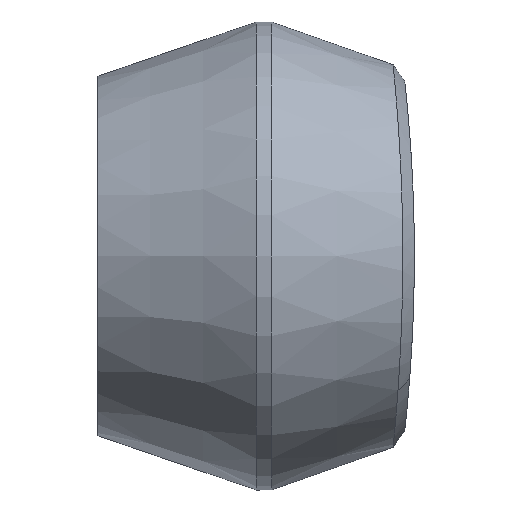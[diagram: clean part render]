
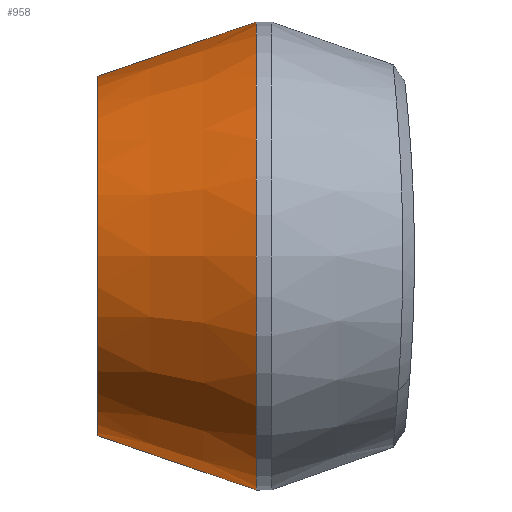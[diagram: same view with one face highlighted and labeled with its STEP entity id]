
A CAD part, left-side view. The second image highlights one B-rep face of the part: STEP entity #958.
In plain terms, the highlighted conical face has half-angle 18.926 degrees and reference radius 19.5 mm.
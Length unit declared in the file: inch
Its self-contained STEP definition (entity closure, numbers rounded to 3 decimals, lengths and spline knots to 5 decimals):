
#48 = DIRECTION ( 'NONE',  ( 0., -0.946, -0.324 ) ) ;
#49 = VERTEX_POINT ( 'NONE', #723 ) ;
#59 = DIRECTION ( 'NONE',  ( 0., -0.946, 0.324 ) ) ;
#64 = VERTEX_POINT ( 'NONE', #638 ) ;
#124 = DIRECTION ( 'NONE',  ( 0., 0., -1. ) ) ;
#137 = LINE ( 'NONE', #285, #375 ) ;
#188 = DIRECTION ( 'NONE',  ( 0., 0., -1. ) ) ;
#222 = CARTESIAN_POINT ( 'NONE',  ( 0., 7.01001, -1. ) ) ;
#225 = FACE_OUTER_BOUND ( 'NONE', #965, .T. ) ;
#239 = ORIENTED_EDGE ( 'NONE', *, *, #996, .T. ) ;
#285 = CARTESIAN_POINT ( 'NONE',  ( 0., 7.6875, -0.7677 ) ) ;
#355 = DIRECTION ( 'NONE',  ( 0., -1., 0. ) ) ;
#375 = VECTOR ( 'NONE', #48, 39.37008 ) ;
#381 = CIRCLE ( 'NONE', #505, 1. ) ;
#444 = AXIS2_PLACEMENT_3D ( 'NONE', #862, #690, #124 ) ;
#460 = VECTOR ( 'NONE', #59, 39.37008 ) ;
#471 = EDGE_CURVE ( 'NONE', #49, #656, #381, .T. ) ;
#505 = AXIS2_PLACEMENT_3D ( 'NONE', #521, #1007, #767 ) ;
#521 = CARTESIAN_POINT ( 'NONE',  ( 0., 7.01001, 0. ) ) ;
#525 = AXIS2_PLACEMENT_3D ( 'NONE', #908, #355, #188 ) ;
#539 = ORIENTED_EDGE ( 'NONE', *, *, #548, .T. ) ;
#548 = EDGE_CURVE ( 'NONE', #64, #896, #966, .T. ) ;
#638 = CARTESIAN_POINT ( 'NONE',  ( 0., 7.6875, 0.7677 ) ) ;
#656 = VERTEX_POINT ( 'NONE', #222 ) ;
#690 = DIRECTION ( 'NONE',  ( 0., -1., 0. ) ) ;
#691 = EDGE_CURVE ( 'NONE', #64, #49, #864, .T. ) ;
#714 = ORIENTED_EDGE ( 'NONE', *, *, #471, .F. ) ;
#715 = CONICAL_SURFACE ( 'NONE', #444, 0.7677, 0.33 ) ;
#723 = CARTESIAN_POINT ( 'NONE',  ( 0., 7.01001, 1. ) ) ;
#767 = DIRECTION ( 'NONE',  ( 0., 0., -1. ) ) ;
#787 = CARTESIAN_POINT ( 'NONE',  ( 0., 7.6875, -0.7677 ) ) ;
#862 = CARTESIAN_POINT ( 'NONE',  ( 0., 7.6875, 0. ) ) ;
#864 = LINE ( 'NONE', #881, #460 ) ;
#881 = CARTESIAN_POINT ( 'NONE',  ( 0., 7.6875, 0.7677 ) ) ;
#896 = VERTEX_POINT ( 'NONE', #787 ) ;
#908 = CARTESIAN_POINT ( 'NONE',  ( 0., 7.6875, 0. ) ) ;
#956 = ORIENTED_EDGE ( 'NONE', *, *, #691, .F. ) ;
#958 = ADVANCED_FACE ( 'NONE', ( #225 ), #715, .T. ) ;
#965 = EDGE_LOOP ( 'NONE', ( #956, #539, #239, #714 ) ) ;
#966 = CIRCLE ( 'NONE', #525, 0.7677 ) ;
#996 = EDGE_CURVE ( 'NONE', #896, #656, #137, .T. ) ;
#1007 = DIRECTION ( 'NONE',  ( 0., -1., 0. ) ) ;
